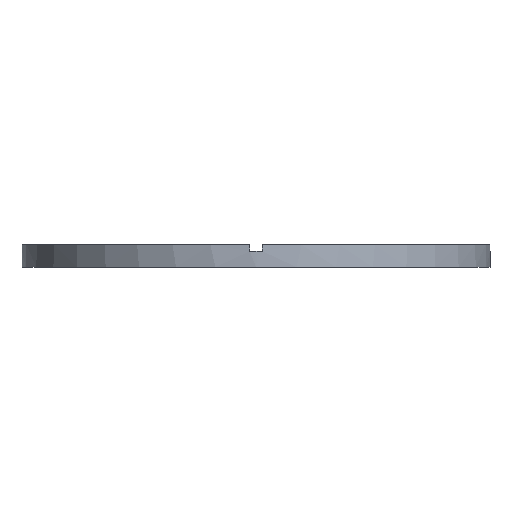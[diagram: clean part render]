
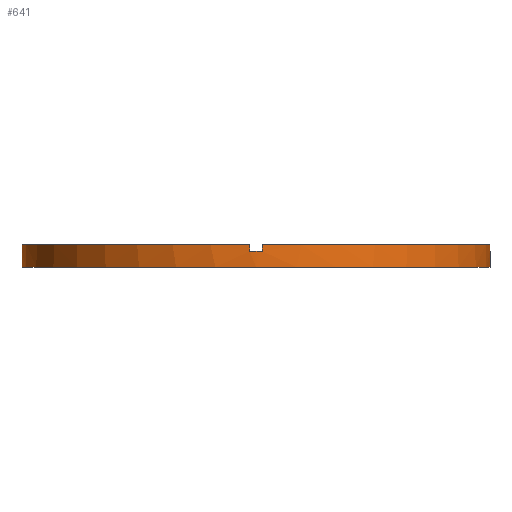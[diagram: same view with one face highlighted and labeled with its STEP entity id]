
A CAD part, front view. The second image highlights one B-rep face of the part: STEP entity #641.
In plain terms, the highlighted cylindrical face has radius 36.5 mm (diameter 73 mm), a partial arc.
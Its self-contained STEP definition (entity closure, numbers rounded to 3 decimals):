
#1 = CARTESIAN_POINT ( 'NONE',  ( 0., 0., 2.5 ) ) ;
#8 = DIRECTION ( 'NONE',  ( 1., 0., 0. ) ) ;
#14 = CARTESIAN_POINT ( 'NONE',  ( 36.5, 0., 0. ) ) ;
#19 = DIRECTION ( 'NONE',  ( 0., 0., -1. ) ) ;
#25 = LINE ( 'NONE', #472, #546 ) ;
#28 = LINE ( 'NONE', #430, #42 ) ;
#42 = VECTOR ( 'NONE', #572, 1000. ) ;
#44 = EDGE_CURVE ( 'NONE', #498, #137, #640, .T. ) ;
#45 = DIRECTION ( 'NONE',  ( 1., 0., 0. ) ) ;
#57 = ORIENTED_EDGE ( 'NONE', *, *, #435, .F. ) ;
#59 = CARTESIAN_POINT ( 'NONE',  ( 0., 0., 3.5 ) ) ;
#72 = ORIENTED_EDGE ( 'NONE', *, *, #770, .T. ) ;
#78 = CYLINDRICAL_SURFACE ( 'NONE', #367, 36.5 ) ;
#90 = VERTEX_POINT ( 'NONE', #754 ) ;
#91 = AXIS2_PLACEMENT_3D ( 'NONE', #1, #103, #506 ) ;
#101 = VERTEX_POINT ( 'NONE', #474 ) ;
#103 = DIRECTION ( 'NONE',  ( 0., 0., 1. ) ) ;
#127 = CARTESIAN_POINT ( 'NONE',  ( 0., 0., 3.5 ) ) ;
#135 = AXIS2_PLACEMENT_3D ( 'NONE', #668, #722, #8 ) ;
#137 = VERTEX_POINT ( 'NONE', #14 ) ;
#147 = ORIENTED_EDGE ( 'NONE', *, *, #200, .T. ) ;
#150 = AXIS2_PLACEMENT_3D ( 'NONE', #59, #737, #693 ) ;
#155 = VERTEX_POINT ( 'NONE', #519 ) ;
#157 = CARTESIAN_POINT ( 'NONE',  ( -36.5, 0., 0. ) ) ;
#177 = EDGE_CURVE ( 'NONE', #351, #690, #627, .T. ) ;
#192 = DIRECTION ( 'NONE',  ( 0., 0., 1. ) ) ;
#200 = EDGE_CURVE ( 'NONE', #650, #380, #28, .T. ) ;
#215 = CARTESIAN_POINT ( 'NONE',  ( 1., -36.486, 3.5 ) ) ;
#223 = AXIS2_PLACEMENT_3D ( 'NONE', #523, #192, #594 ) ;
#227 = DIRECTION ( 'NONE',  ( 0., 0., -1. ) ) ;
#246 = EDGE_CURVE ( 'NONE', #650, #155, #562, .T. ) ;
#255 = CARTESIAN_POINT ( 'NONE',  ( 36.486, -1., 3.5 ) ) ;
#277 = VECTOR ( 'NONE', #748, 1000. ) ;
#285 = CIRCLE ( 'NONE', #91, 36.5 ) ;
#292 = CIRCLE ( 'NONE', #223, 36.5 ) ;
#304 = VERTEX_POINT ( 'NONE', #386 ) ;
#313 = ORIENTED_EDGE ( 'NONE', *, *, #246, .F. ) ;
#324 = DIRECTION ( 'NONE',  ( 0., 0., -1. ) ) ;
#325 = LINE ( 'NONE', #771, #612 ) ;
#329 = ORIENTED_EDGE ( 'NONE', *, *, #560, .T. ) ;
#344 = CARTESIAN_POINT ( 'NONE',  ( -36.5, 0., 2.5 ) ) ;
#351 = VERTEX_POINT ( 'NONE', #773 ) ;
#353 = CIRCLE ( 'NONE', #425, 36.5 ) ;
#357 = VECTOR ( 'NONE', #227, 1000. ) ;
#360 = VECTOR ( 'NONE', #324, 1000. ) ;
#364 = CIRCLE ( 'NONE', #135, 36.5 ) ;
#367 = AXIS2_PLACEMENT_3D ( 'NONE', #127, #19, #513 ) ;
#371 = EDGE_CURVE ( 'NONE', #90, #304, #549, .T. ) ;
#374 = VERTEX_POINT ( 'NONE', #443 ) ;
#380 = VERTEX_POINT ( 'NONE', #157 ) ;
#386 = CARTESIAN_POINT ( 'NONE',  ( -1., -36.486, 3.5 ) ) ;
#401 = ORIENTED_EDGE ( 'NONE', *, *, #457, .F. ) ;
#408 = CARTESIAN_POINT ( 'NONE',  ( 0., 0., 2.5 ) ) ;
#411 = VERTEX_POINT ( 'NONE', #483 ) ;
#415 = DIRECTION ( 'NONE',  ( 1., 0., 0. ) ) ;
#425 = AXIS2_PLACEMENT_3D ( 'NONE', #441, #485, #45 ) ;
#430 = CARTESIAN_POINT ( 'NONE',  ( -36.5, 0., 3.5 ) ) ;
#435 = EDGE_CURVE ( 'NONE', #374, #690, #292, .T. ) ;
#441 = CARTESIAN_POINT ( 'NONE',  ( 0., 0., 3.5 ) ) ;
#443 = CARTESIAN_POINT ( 'NONE',  ( -1., -36.486, 2.5 ) ) ;
#453 = EDGE_LOOP ( 'NONE', ( #747, #401, #593, #574, #674, #57, #329, #649, #72, #313, #147, #669 ) ) ;
#457 = EDGE_CURVE ( 'NONE', #411, #498, #285, .T. ) ;
#472 = CARTESIAN_POINT ( 'NONE',  ( -1., -36.486, 3.5 ) ) ;
#474 = CARTESIAN_POINT ( 'NONE',  ( 36.486, -1., 3.5 ) ) ;
#476 = CARTESIAN_POINT ( 'NONE',  ( 1., -36.486, 2.5 ) ) ;
#483 = CARTESIAN_POINT ( 'NONE',  ( 36.486, -1., 2.5 ) ) ;
#485 = DIRECTION ( 'NONE',  ( 0., 0., 1. ) ) ;
#493 = EDGE_CURVE ( 'NONE', #411, #101, #559, .T. ) ;
#498 = VERTEX_POINT ( 'NONE', #699 ) ;
#506 = DIRECTION ( 'NONE',  ( 1., 0., 0. ) ) ;
#513 = DIRECTION ( 'NONE',  ( -1., 0., 0. ) ) ;
#519 = CARTESIAN_POINT ( 'NONE',  ( -36.486, -1., 2.5 ) ) ;
#523 = CARTESIAN_POINT ( 'NONE',  ( 0., 0., 2.5 ) ) ;
#546 = VECTOR ( 'NONE', #550, 1000. ) ;
#549 = CIRCLE ( 'NONE', #150, 36.5 ) ;
#550 = DIRECTION ( 'NONE',  ( 0., 0., 1. ) ) ;
#559 = LINE ( 'NONE', #255, #277 ) ;
#560 = EDGE_CURVE ( 'NONE', #374, #304, #25, .T. ) ;
#562 = CIRCLE ( 'NONE', #718, 36.5 ) ;
#572 = DIRECTION ( 'NONE',  ( 0., 0., -1. ) ) ;
#574 = ORIENTED_EDGE ( 'NONE', *, *, #715, .F. ) ;
#575 = EDGE_CURVE ( 'NONE', #380, #137, #364, .T. ) ;
#593 = ORIENTED_EDGE ( 'NONE', *, *, #493, .T. ) ;
#594 = DIRECTION ( 'NONE',  ( 1., 0., 0. ) ) ;
#609 = FACE_OUTER_BOUND ( 'NONE', #453, .T. ) ;
#612 = VECTOR ( 'NONE', #689, 1000. ) ;
#627 = LINE ( 'NONE', #215, #360 ) ;
#640 = LINE ( 'NONE', #714, #357 ) ;
#641 = ADVANCED_FACE ( 'NONE', ( #609 ), #78, .T. ) ;
#649 = ORIENTED_EDGE ( 'NONE', *, *, #371, .F. ) ;
#650 = VERTEX_POINT ( 'NONE', #344 ) ;
#668 = CARTESIAN_POINT ( 'NONE',  ( 0., 0., 0. ) ) ;
#669 = ORIENTED_EDGE ( 'NONE', *, *, #575, .T. ) ;
#674 = ORIENTED_EDGE ( 'NONE', *, *, #177, .T. ) ;
#689 = DIRECTION ( 'NONE',  ( 0., 0., -1. ) ) ;
#690 = VERTEX_POINT ( 'NONE', #476 ) ;
#693 = DIRECTION ( 'NONE',  ( 1., 0., 0. ) ) ;
#699 = CARTESIAN_POINT ( 'NONE',  ( 36.5, 0., 2.5 ) ) ;
#714 = CARTESIAN_POINT ( 'NONE',  ( 36.5, 0., 3.5 ) ) ;
#715 = EDGE_CURVE ( 'NONE', #351, #101, #353, .T. ) ;
#718 = AXIS2_PLACEMENT_3D ( 'NONE', #408, #746, #415 ) ;
#722 = DIRECTION ( 'NONE',  ( 0., 0., 1. ) ) ;
#737 = DIRECTION ( 'NONE',  ( 0., 0., 1. ) ) ;
#746 = DIRECTION ( 'NONE',  ( 0., 0., 1. ) ) ;
#747 = ORIENTED_EDGE ( 'NONE', *, *, #44, .F. ) ;
#748 = DIRECTION ( 'NONE',  ( 0., 0., 1. ) ) ;
#754 = CARTESIAN_POINT ( 'NONE',  ( -36.486, -1., 3.5 ) ) ;
#770 = EDGE_CURVE ( 'NONE', #90, #155, #325, .T. ) ;
#771 = CARTESIAN_POINT ( 'NONE',  ( -36.486, -1., 3.5 ) ) ;
#773 = CARTESIAN_POINT ( 'NONE',  ( 1., -36.486, 3.5 ) ) ;
